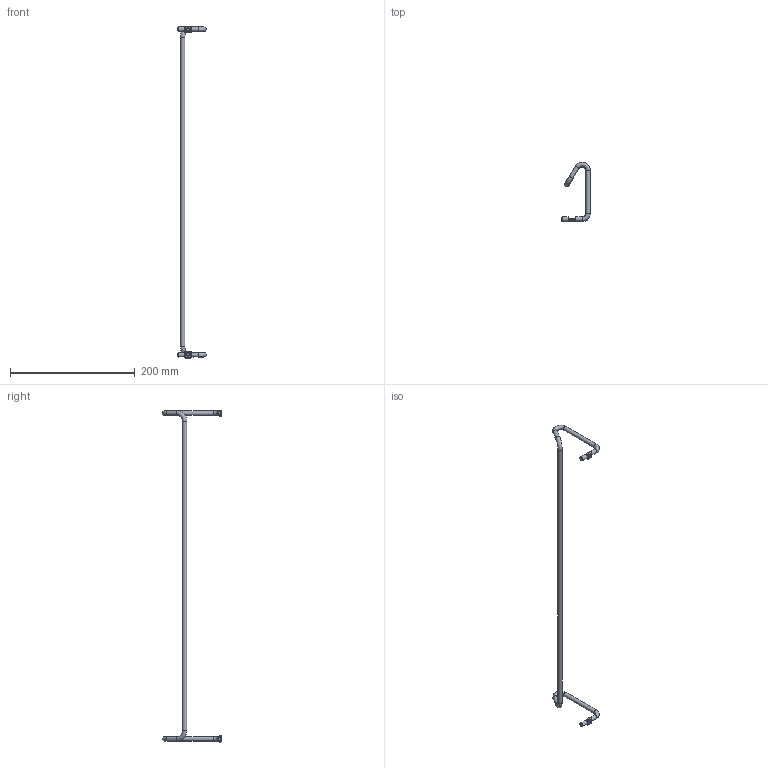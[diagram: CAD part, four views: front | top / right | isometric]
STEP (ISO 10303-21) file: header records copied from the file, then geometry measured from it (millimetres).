
FILE_DESCRIPTION((''),'2;1');
FILE_NAME('39026014.stp','2021-07-19T13:02:15',('rguerrero'),(''),'Autodesk Inventor 2010','Autodesk Inventor 2010','');
FILE_SCHEMA(('AUTOMOTIVE_DESIGN { 1 0 10303 214 1 1 1 1 }'));
Length unit declared in the file: millimetre
Products named in the file (1): ZAPATERO FIJO CM90260
Bounding box: 45.5 x 95 x 533.2 mm (x, y, z)
Volume: 32870.4 mm3; surface area: 19127.1 mm2
Topology: 1 solids, 1 shells, 115 faces, 271 edges, 134 vertices
Faces by surface type: bspline 45, cylinder 38, sphere 16, plane 11, torus 3, cone 2
Full cylindrical faces by diameter (mm): 4.5 x1, 7 x5
Entity records: 4616 total; most frequent: CARTESIAN_POINT 2433, ORIENTED_EDGE 444, DIRECTION 402, EDGE_CURVE 222, AXIS2_PLACEMENT_3D 165, EDGE_LOOP 140, VERTEX_POINT 130, FACE_OUTER_BOUND 115
